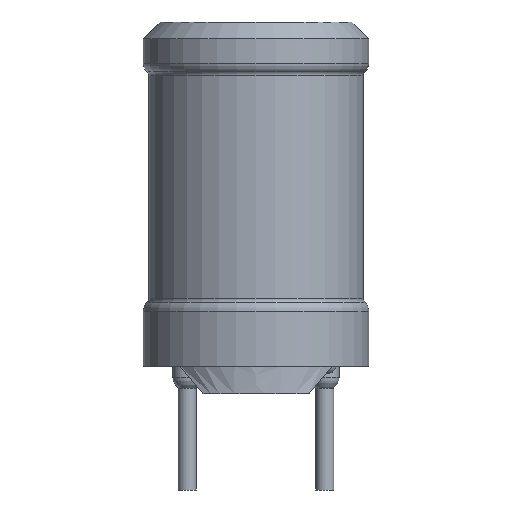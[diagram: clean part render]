
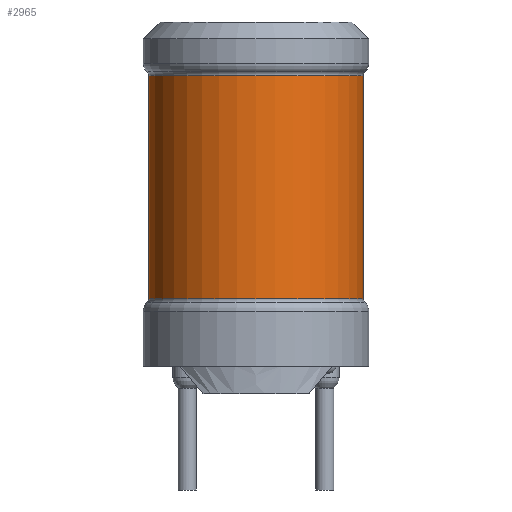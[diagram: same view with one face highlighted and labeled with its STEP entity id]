
A CAD part, front view. The second image highlights one B-rep face of the part: STEP entity #2965.
In plain terms, the highlighted cylindrical face has radius 3.9 mm (diameter 7.8 mm), a full revolution.
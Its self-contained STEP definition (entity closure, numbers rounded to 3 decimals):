
#739=CYLINDRICAL_SURFACE('',#4385,3.9);
#802=ORIENTED_EDGE('',*,*,#1632,.T.);
#803=ORIENTED_EDGE('',*,*,#1633,.F.);
#1632=EDGE_CURVE('',#2052,#2052,#2344,.T.);
#1633=EDGE_CURVE('',#2053,#2053,#2345,.T.);
#2052=VERTEX_POINT('',#5453);
#2053=VERTEX_POINT('',#5456);
#2344=CIRCLE('',#4384,3.9);
#2345=CIRCLE('',#4386,3.9);
#2444=EDGE_LOOP('',(#802));
#2445=EDGE_LOOP('',(#803));
#2698=FACE_BOUND('',#2444,.T.);
#2699=FACE_BOUND('',#2445,.T.);
#2965=ADVANCED_FACE('',(#2698,#2699),#739,.T.);
#4384=AXIS2_PLACEMENT_3D('',#5452,#4671,#4672);
#4385=AXIS2_PLACEMENT_3D('',#5454,#4673,#4674);
#4386=AXIS2_PLACEMENT_3D('',#5455,#4675,#4676);
#4671=DIRECTION('',(0.,0.,-1.));
#4672=DIRECTION('',(-1.,0.,0.));
#4673=DIRECTION('',(0.,0.,1.));
#4674=DIRECTION('',(-1.,0.,0.));
#4675=DIRECTION('',(0.,0.,-1.));
#4676=DIRECTION('',(-1.,0.,0.));
#5452=CARTESIAN_POINT('',(0.,0.,8.553));
#5453=CARTESIAN_POINT('',(-3.9,0.,8.553));
#5454=CARTESIAN_POINT('',(0.,0.,54.));
#5455=CARTESIAN_POINT('',(0.,0.,0.447));
#5456=CARTESIAN_POINT('',(-3.9,0.,0.447));
